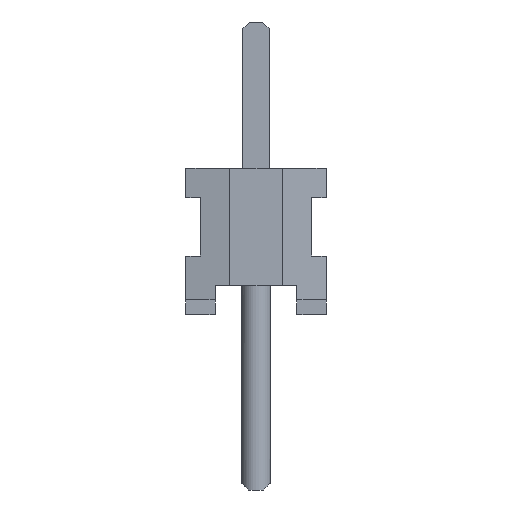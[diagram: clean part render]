
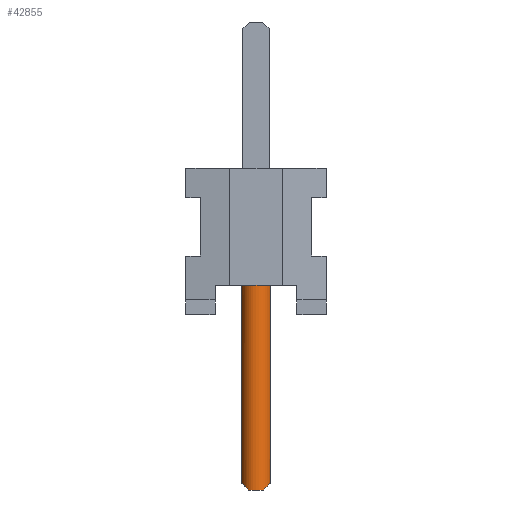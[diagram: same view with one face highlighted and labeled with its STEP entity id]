
A CAD part, left-side view. The second image highlights one B-rep face of the part: STEP entity #42855.
In plain terms, the highlighted cylindrical face has radius 0.254 mm (diameter 0.508 mm), a full revolution.
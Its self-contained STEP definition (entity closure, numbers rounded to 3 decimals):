
#40765 = EDGE_CURVE('',#40766,#40768,#40770,.T.);
#40766 = VERTEX_POINT('',#40767);
#40767 = CARTESIAN_POINT('',(-20.574,0.,1.27));
#40768 = VERTEX_POINT('',#40769);
#40769 = CARTESIAN_POINT('',(-20.54,0.127,1.27));
#40770 = CIRCLE('',#40771,0.254);
#40771 = AXIS2_PLACEMENT_3D('',#40772,#40773,#40774);
#40772 = CARTESIAN_POINT('',(-20.32,0.,1.27));
#40773 = DIRECTION('',(0.,0.,1.));
#40774 = DIRECTION('',(1.,0.,0.));
#40776 = EDGE_CURVE('',#40768,#40766,#40777,.T.);
#40777 = CIRCLE('',#40778,0.254);
#40778 = AXIS2_PLACEMENT_3D('',#40779,#40780,#40781);
#40779 = CARTESIAN_POINT('',(-20.32,0.,1.27));
#40780 = DIRECTION('',(0.,0.,1.));
#40781 = DIRECTION('',(1.,0.,0.));
#42855 = ADVANCED_FACE('',(#42856),#42902,.T.);
#42856 = FACE_BOUND('',#42857,.T.);
#42857 = EDGE_LOOP('',(#42858,#42859,#42866,#42875,#42884,#42893,#42900,
    #42901));
#42858 = ORIENTED_EDGE('',*,*,#40776,.F.);
#42859 = ORIENTED_EDGE('',*,*,#42860,.T.);
#42860 = EDGE_CURVE('',#40768,#42861,#42863,.T.);
#42861 = VERTEX_POINT('',#42862);
#42862 = CARTESIAN_POINT('',(-20.54,0.127,-3.048));
#42863 = B_SPLINE_CURVE_WITH_KNOTS('',1,(#42864,#42865),.UNSPECIFIED.,
  .F.,.F.,(2,2),(0.,4.318),.PIECEWISE_BEZIER_KNOTS.);
#42864 = CARTESIAN_POINT('',(-20.54,0.127,1.27));
#42865 = CARTESIAN_POINT('',(-20.54,0.127,-3.048));
#42866 = ORIENTED_EDGE('',*,*,#42867,.T.);
#42867 = EDGE_CURVE('',#42861,#42868,#42870,.T.);
#42868 = VERTEX_POINT('',#42869);
#42869 = CARTESIAN_POINT('',(-20.54,-0.127,-3.048));
#42870 = CIRCLE('',#42871,0.254);
#42871 = AXIS2_PLACEMENT_3D('',#42872,#42873,#42874);
#42872 = CARTESIAN_POINT('',(-20.32,0.,-3.048));
#42873 = DIRECTION('',(0.,0.,1.));
#42874 = DIRECTION('',(0.,-1.,0.));
#42875 = ORIENTED_EDGE('',*,*,#42876,.T.);
#42876 = EDGE_CURVE('',#42868,#42877,#42879,.T.);
#42877 = VERTEX_POINT('',#42878);
#42878 = CARTESIAN_POINT('',(-20.1,-0.127,-3.048));
#42879 = ELLIPSE('',#42880,0.359,0.254);
#42880 = AXIS2_PLACEMENT_3D('',#42881,#42882,#42883);
#42881 = CARTESIAN_POINT('',(-20.32,0.,-3.175));
#42882 = DIRECTION('',(0.,0.707,0.707));
#42883 = DIRECTION('',(0.,0.707,-0.707));
#42884 = ORIENTED_EDGE('',*,*,#42885,.T.);
#42885 = EDGE_CURVE('',#42877,#42886,#42888,.T.);
#42886 = VERTEX_POINT('',#42887);
#42887 = CARTESIAN_POINT('',(-20.1,0.127,-3.048));
#42888 = CIRCLE('',#42889,0.254);
#42889 = AXIS2_PLACEMENT_3D('',#42890,#42891,#42892);
#42890 = CARTESIAN_POINT('',(-20.32,0.,-3.048));
#42891 = DIRECTION('',(0.,0.,1.));
#42892 = DIRECTION('',(0.,-1.,0.));
#42893 = ORIENTED_EDGE('',*,*,#42894,.T.);
#42894 = EDGE_CURVE('',#42886,#42861,#42895,.T.);
#42895 = ELLIPSE('',#42896,0.359,0.254);
#42896 = AXIS2_PLACEMENT_3D('',#42897,#42898,#42899);
#42897 = CARTESIAN_POINT('',(-20.32,0.,-3.175));
#42898 = DIRECTION('',(0.,-0.707,0.707));
#42899 = DIRECTION('',(0.,-0.707,-0.707));
#42900 = ORIENTED_EDGE('',*,*,#42860,.F.);
#42901 = ORIENTED_EDGE('',*,*,#40765,.F.);
#42902 = CYLINDRICAL_SURFACE('',#42903,0.254);
#42903 = AXIS2_PLACEMENT_3D('',#42904,#42905,#42906);
#42904 = CARTESIAN_POINT('',(-20.32,0.,1.27));
#42905 = DIRECTION('',(0.,0.,-1.));
#42906 = DIRECTION('',(0.,1.,0.));
